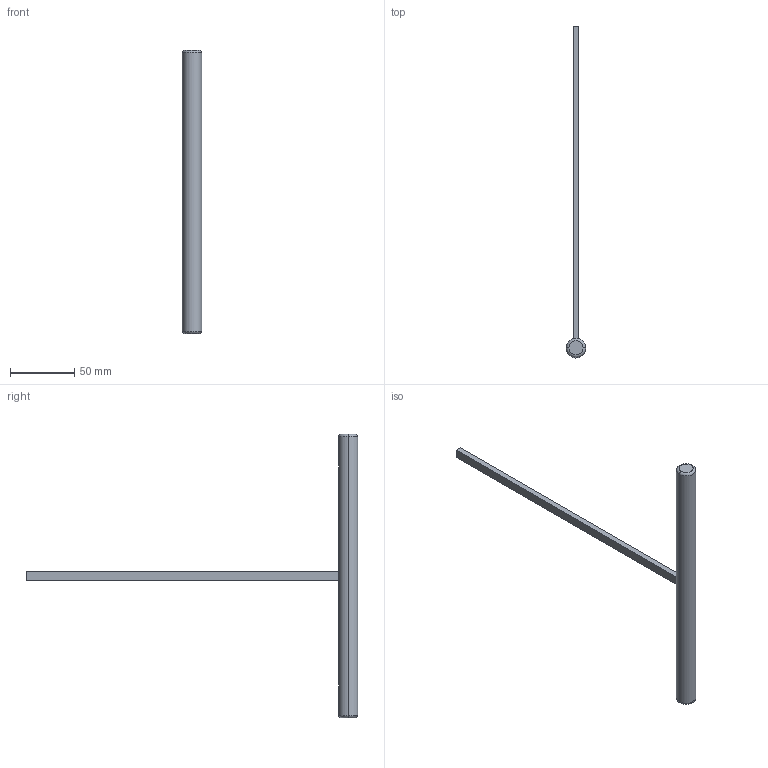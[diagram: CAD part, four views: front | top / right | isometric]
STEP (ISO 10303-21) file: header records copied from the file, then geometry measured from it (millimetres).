
FILE_DESCRIPTION (( 'STEP AP203' ), '1' );
FILE_NAME ('Shaft_Default_sldprt.STEP', '2021-06-18T05:43:20', ( '' ), ( '' ), 'SwSTEP 2.0', 'SolidWorks 2018', '' );
FILE_SCHEMA (( 'CONFIG_CONTROL_DESIGN' ));
Length unit declared in the file: millimetre
Products named in the file (1): Shaft_Default_sldprt
Bounding box: 15 x 257.5 x 220 mm (x, y, z)
Volume: 46415.6 mm3; surface area: 16209.4 mm2
Topology: 1 solids, 1 shells, 13 faces, 26 edges, 16 vertices
Faces by surface type: plane 7, torus 4, cylinder 2
Entity records: 419 total; most frequent: DIRECTION 68, CARTESIAN_POINT 56, ORIENTED_EDGE 52, AXIS2_PLACEMENT_3D 28, EDGE_CURVE 26, VERTEX_POINT 16, CIRCLE 14, EDGE_LOOP 14
